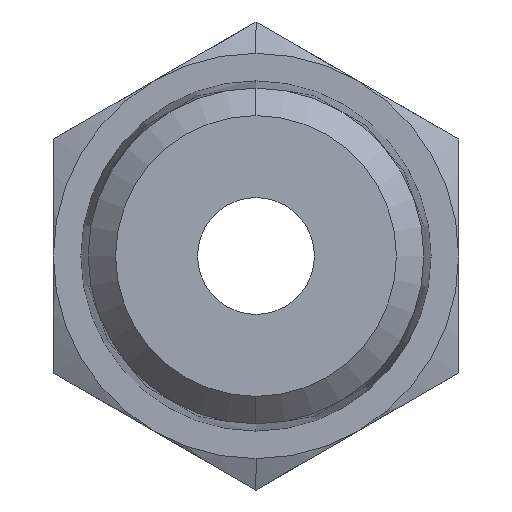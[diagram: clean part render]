
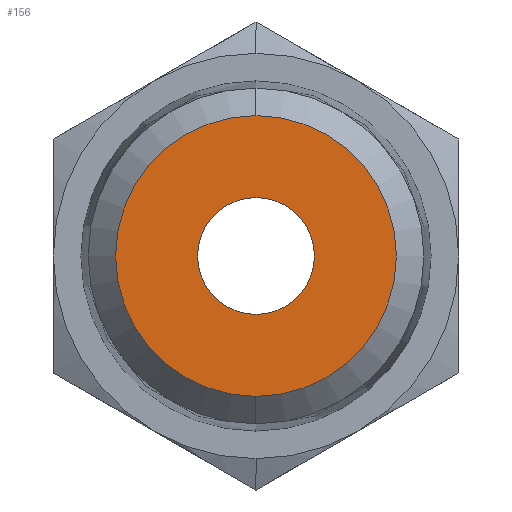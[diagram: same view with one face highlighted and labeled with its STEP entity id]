
A CAD part, left-side view. The second image highlights one B-rep face of the part: STEP entity #156.
In plain terms, the highlighted planar face has unit normal (-1, 0, 0).
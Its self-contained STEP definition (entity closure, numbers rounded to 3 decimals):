
#52=CARTESIAN_POINT('POINT5',(0.,0.,
   -5.498));
#53=VERTEX_POINT('VERTEX5',#52);
#60=CARTESIAN_POINT('POINT6',(0.,0.
   ,5.498));
#61=VERTEX_POINT('VERTEX6',#60);
#62=CARTESIAN_POINT('POS7',(0.,0.,
   0.));
#63=DIRECTION('DIR10',(-1.,0.,
   0.));
#64=DIRECTION('DIR11',(0.,0.,
   -1.));
#65=AXIS2_PLACEMENT_3D('AXIS4',#62,#63,#64);
#66=CIRCLE('ELLIPSE3',#65,5.498);
#67=EDGE_CURVE('EDGE8',#61,#53,#66,.T.);
#87=EDGE_CURVE('EDGE10',#53,#61,#66,.T.);
#132=CARTESIAN_POINT('POINT9',(0.,0.,
   -2.286));
#133=VERTEX_POINT('VERTEX9',#132);
#134=CARTESIAN_POINT('POINT10',(0.,
   0.,2.286));
#135=VERTEX_POINT('VERTEX10',#134);
#136=CARTESIAN_POINT('POS14',(0.,0.,
   0.));
#137=DIRECTION('DIR21',(1.,0.,
   0.));
#138=DIRECTION('DIR22',(0.,0.,
   -1.));
#139=AXIS2_PLACEMENT_3D('AXIS8',#136,#137,#138);
#140=CIRCLE('ELLIPSE5',#139,2.286);
#141=EDGE_CURVE('EDGE15',#133,#135,#140,.T.);
#142=ORIENTED_EDGE('COEDGE25',*,*,#141,.T.);
#143=EDGE_CURVE('EDGE16',#135,#133,#140,.T.);
#144=ORIENTED_EDGE('COEDGE26',*,*,#143,.T.);
#145=EDGE_LOOP('NONE',(#142,#144));
#146=FACE_BOUND('LOOP1',#145,.T.);
#147=ORIENTED_EDGE('COEDGE27',*,*,#87,.T.);
#148=ORIENTED_EDGE('COEDGE28',*,*,#67,.T.);
#149=EDGE_LOOP('NONE',(#147,#148));
#150=FACE_BOUND('LOOP1',#149,.T.);
#151=CARTESIAN_POINT('POS15',(0.,0.,
   -3.27));
#152=DIRECTION('DIR23',(-1.,0.,
   0.));
#153=DIRECTION('DIR24',(0.,1.,
   0.));
#154=AXIS2_PLACEMENT_3D('AXIS9',#151,#152,#153);
#155=PLANE('PLANE1',#154);
#156=ADVANCED_FACE('FACE7',(#146,#150),#155,.T.);
